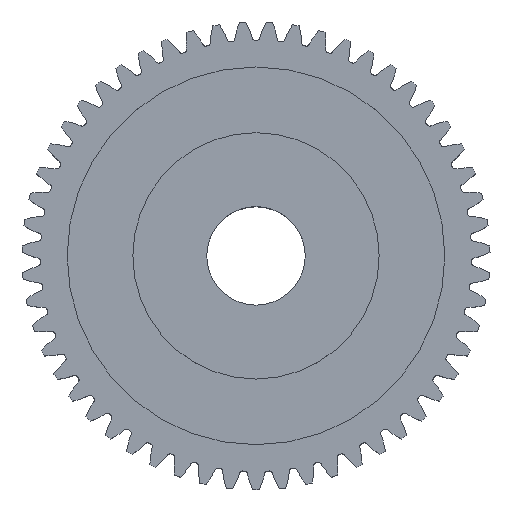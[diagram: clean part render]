
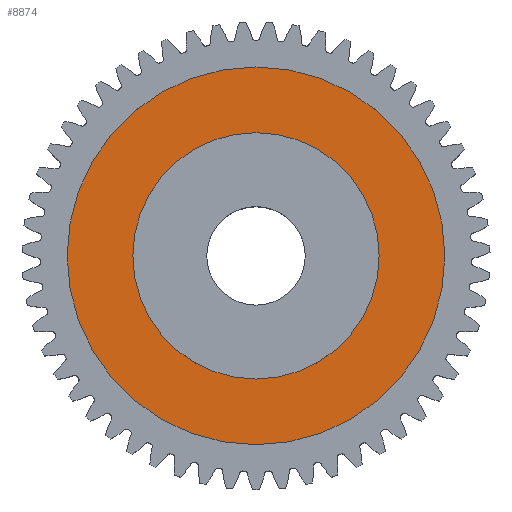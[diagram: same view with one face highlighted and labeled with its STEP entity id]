
A CAD part, top view. The second image highlights one B-rep face of the part: STEP entity #8874.
In plain terms, the highlighted planar face has unit normal (0, 0, 1).
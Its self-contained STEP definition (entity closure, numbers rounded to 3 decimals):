
#2467 = DIRECTION ( 'NONE',  ( 0., 0., -1. ) ) ;
#2468 = CARTESIAN_POINT ( 'NONE',  ( 0., 0., 2.5 ) ) ;
#2472 = DIRECTION ( 'NONE',  ( -1., 0., 0. ) ) ;
#2473 = DIRECTION ( 'NONE',  ( 0., 0., -1. ) ) ;
#2474 = CARTESIAN_POINT ( 'NONE',  ( 0., 0., 2.5 ) ) ;
#2475 = AXIS2_PLACEMENT_3D ( 'NONE', #2474, #2473, #2472 ) ;
#2476 = FACE_BOUND ( 'NONE', #8843, .T. ) ;
#2477 = PLANE ( 'NONE',  #2481 ) ;
#2480 = FACE_OUTER_BOUND ( 'NONE', #8873, .T. ) ;
#2481 = AXIS2_PLACEMENT_3D ( 'NONE', #2468, #2467, #2658 ) ;
#2646 = CIRCLE ( 'NONE', #2475, 11.5 ) ;
#2647 = DIRECTION ( 'NONE',  ( -1., 0., 0. ) ) ;
#2648 = DIRECTION ( 'NONE',  ( 0., 0., -1. ) ) ;
#2649 = CARTESIAN_POINT ( 'NONE',  ( 0., 0., 2.5 ) ) ;
#2650 = AXIS2_PLACEMENT_3D ( 'NONE', #2649, #2648, #2647 ) ;
#2651 = CIRCLE ( 'NONE', #2650, 7.5 ) ;
#2658 = DIRECTION ( 'NONE',  ( -1., 0., 0. ) ) ;
#3512 = VERTEX_POINT ( 'NONE', #9100 ) ;
#3516 = VERTEX_POINT ( 'NONE', #8946 ) ;
#3561 = EDGE_CURVE ( 'NONE', #3512, #3516, #8976, .T. ) ;
#3570 = VERTEX_POINT ( 'NONE', #9016 ) ;
#3573 = VERTEX_POINT ( 'NONE', #9024 ) ;
#3796 = EDGE_CURVE ( 'NONE', #3573, #3570, #9231, .T. ) ;
#8817 = ORIENTED_EDGE ( 'NONE', *, *, #3796, .F. ) ;
#8820 = EDGE_CURVE ( 'NONE', #3516, #3512, #2651, .T. ) ;
#8821 = ORIENTED_EDGE ( 'NONE', *, *, #3561, .T. ) ;
#8839 = EDGE_CURVE ( 'NONE', #3570, #3573, #2646, .T. ) ;
#8843 = EDGE_LOOP ( 'NONE', ( #8821, #8875 ) ) ;
#8873 = EDGE_LOOP ( 'NONE', ( #8876, #8817 ) ) ;
#8874 = ADVANCED_FACE ( 'NONE', ( #2476, #2480 ), #2477, .F. ) ;
#8875 = ORIENTED_EDGE ( 'NONE', *, *, #8820, .T. ) ;
#8876 = ORIENTED_EDGE ( 'NONE', *, *, #8839, .F. ) ;
#8946 = CARTESIAN_POINT ( 'NONE',  ( 7.5, 0., 2.5 ) ) ;
#8957 = CARTESIAN_POINT ( 'NONE',  ( 0., 0., 2.5 ) ) ;
#8967 = AXIS2_PLACEMENT_3D ( 'NONE', #8957, #9023, #9022 ) ;
#8976 = CIRCLE ( 'NONE', #8967, 7.5 ) ;
#9016 = CARTESIAN_POINT ( 'NONE',  ( -11.5, 0., 2.5 ) ) ;
#9022 = DIRECTION ( 'NONE',  ( -1., 0., 0. ) ) ;
#9023 = DIRECTION ( 'NONE',  ( 0., 0., -1. ) ) ;
#9024 = CARTESIAN_POINT ( 'NONE',  ( 11.5, 0., 2.5 ) ) ;
#9100 = CARTESIAN_POINT ( 'NONE',  ( -7.5, 0., 2.5 ) ) ;
#9225 = AXIS2_PLACEMENT_3D ( 'NONE', #9269, #9268, #9267 ) ;
#9231 = CIRCLE ( 'NONE', #9225, 11.5 ) ;
#9267 = DIRECTION ( 'NONE',  ( -1., 0., 0. ) ) ;
#9268 = DIRECTION ( 'NONE',  ( 0., 0., -1. ) ) ;
#9269 = CARTESIAN_POINT ( 'NONE',  ( 0., 0., 2.5 ) ) ;
